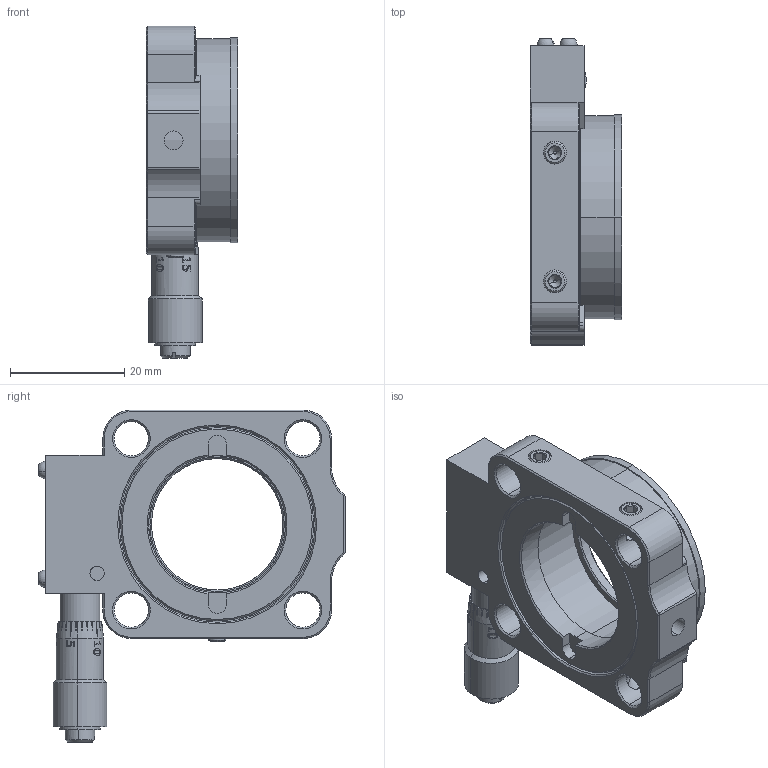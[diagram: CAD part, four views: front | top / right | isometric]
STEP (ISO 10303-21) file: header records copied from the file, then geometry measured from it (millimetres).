
FILE_DESCRIPTION (( 'STEP AP214' ), '1' );
FILE_NAME ('2.2.3.26_L30T-WXSM1M_30mm笼式系统旋转安装座，带微分头驱动，用于φ1英寸光学元件，附带1个SM1卡环，带M4螺纹安装孔.STEP', '2021-09-16T08:54:00', ( 'Microsoft' ), ( 'Microsoft' ), 'SwSTEP 2.0', 'SolidWorks 2018', '' );
FILE_SCHEMA (( 'AUTOMOTIVE_DESIGN' ));
Length unit declared in the file: millimetre
Products named in the file (1): 2.2.3.26_L30T-WXSM1M_30mm笼式系统旋转安装座，带微分头驱动，用于φ1英寸光学元件，附带1个SM1卡环，带M4螺纹安装孔
Bounding box: 16 x 53.6 x 58.08 mm (x, y, z)
Surface area: 9765 mm2 (no closed solid volume)
Topology: 0 solids, 25 shells, 381 faces, 1535 edges, 1134 vertices
Faces by surface type: cone 140, plane 132, cylinder 95, bspline 10, sphere 4
Entity records: 24744 total; most frequent: CARTESIAN_POINT 8625, DIRECTION 2342, ORIENTED_EDGE 2270, EDGE_CURVE 1517, VERTEX_POINT 1128, AXIS2_PLACEMENT_3D 883, LINE 576, VECTOR 576
